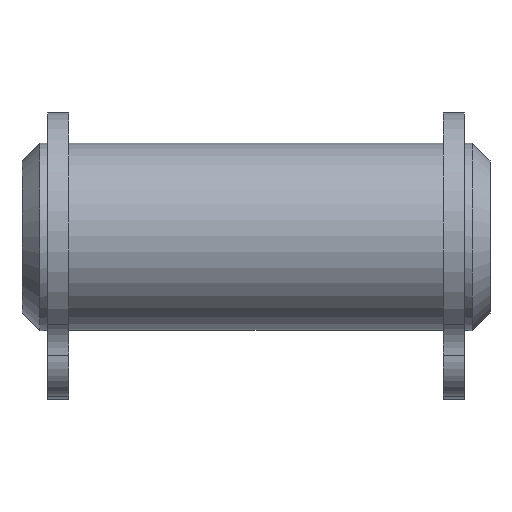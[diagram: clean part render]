
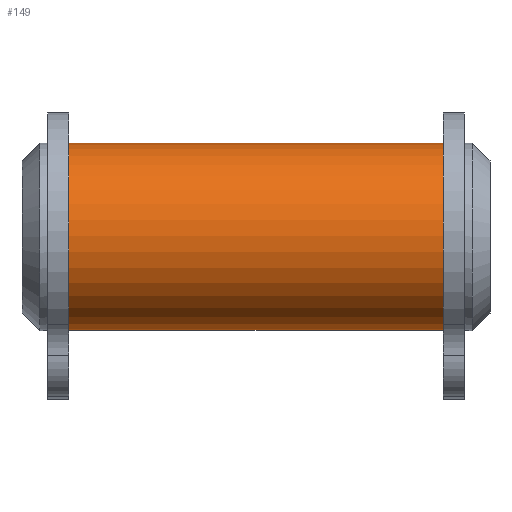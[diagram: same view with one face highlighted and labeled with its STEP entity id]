
A CAD part, top view. The second image highlights one B-rep face of the part: STEP entity #149.
In plain terms, the highlighted cylindrical face has radius 4 mm (diameter 8 mm), a full revolution.
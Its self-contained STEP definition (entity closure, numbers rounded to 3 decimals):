
#149 = ADVANCED_FACE( '', ( #297, #298 ), #299, .T. );
#297 = FACE_OUTER_BOUND( '', #438, .T. );
#298 = FACE_OUTER_BOUND( '', #439, .T. );
#299 = CYLINDRICAL_SURFACE( '', #440, 4. );
#438 = EDGE_LOOP( '', ( #810, #811 ) );
#439 = EDGE_LOOP( '', ( #812, #813 ) );
#440 = AXIS2_PLACEMENT_3D( '', #814, #815, #816 );
#810 = ORIENTED_EDGE( '', *, *, #905, .F. );
#811 = ORIENTED_EDGE( '', *, *, #866, .F. );
#812 = ORIENTED_EDGE( '', *, *, #893, .T. );
#813 = ORIENTED_EDGE( '', *, *, #929, .T. );
#814 = CARTESIAN_POINT( '', ( 10., 0., 0. ) );
#815 = DIRECTION( '', ( -1., 0., 0. ) );
#816 = DIRECTION( '', ( 0., 0., -1. ) );
#866 = EDGE_CURVE( '', #973, #1040, #1043, .T. );
#893 = EDGE_CURVE( '', #1009, #1029, #1087, .T. );
#905 = EDGE_CURVE( '', #1040, #973, #1105, .T. );
#929 = EDGE_CURVE( '', #1029, #1009, #1137, .T. );
#973 = VERTEX_POINT( '', #1188 );
#1009 = VERTEX_POINT( '', #1235 );
#1029 = VERTEX_POINT( '', #1261 );
#1040 = VERTEX_POINT( '', #1277 );
#1043 = CIRCLE( '', #1281, 4. );
#1087 = CIRCLE( '', #1332, 4. );
#1105 = CIRCLE( '', #1356, 4. );
#1137 = CIRCLE( '', #1394, 4. );
#1188 = CARTESIAN_POINT( '', ( 8., -3.929, 0.75 ) );
#1235 = CARTESIAN_POINT( '', ( -8., -3.929, 0.75 ) );
#1261 = CARTESIAN_POINT( '', ( -8., -3.929, -0.75 ) );
#1277 = CARTESIAN_POINT( '', ( 8., -3.929, -0.75 ) );
#1281 = AXIS2_PLACEMENT_3D( '', #1504, #1505, #1506 );
#1332 = AXIS2_PLACEMENT_3D( '', #1556, #1557, #1558 );
#1356 = AXIS2_PLACEMENT_3D( '', #1571, #1572, #1573 );
#1394 = AXIS2_PLACEMENT_3D( '', #1610, #1611, #1612 );
#1504 = CARTESIAN_POINT( '', ( 8., 0., 0. ) );
#1505 = DIRECTION( '', ( 1., 0., 0. ) );
#1506 = DIRECTION( '', ( 0., 0., -1. ) );
#1556 = CARTESIAN_POINT( '', ( -8., 0., 0. ) );
#1557 = DIRECTION( '', ( 1., 0., 0. ) );
#1558 = DIRECTION( '', ( 0., 0., -1. ) );
#1571 = CARTESIAN_POINT( '', ( 8., 0., 0. ) );
#1572 = DIRECTION( '', ( 1., 0., 0. ) );
#1573 = DIRECTION( '', ( 0., 0., -1. ) );
#1610 = CARTESIAN_POINT( '', ( -8., 0., 0. ) );
#1611 = DIRECTION( '', ( 1., 0., 0. ) );
#1612 = DIRECTION( '', ( 0., 0., -1. ) );
